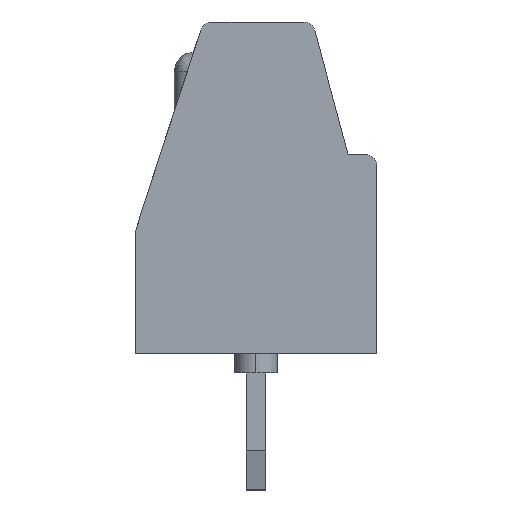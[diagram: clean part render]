
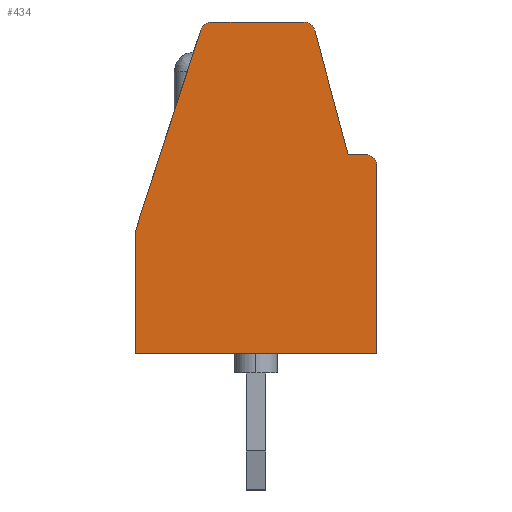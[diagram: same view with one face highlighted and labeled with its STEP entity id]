
A CAD part, left-side view. The second image highlights one B-rep face of the part: STEP entity #434.
In plain terms, the highlighted planar face has unit normal (-1, 0, 0).
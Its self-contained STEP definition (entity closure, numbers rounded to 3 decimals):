
#140 = EDGE_CURVE ( 'NONE', #12024, #11982, #11141, .T. ) ;
#236 = DIRECTION ( 'NONE',  ( 0., -1., 0. ) ) ;
#289 = CARTESIAN_POINT ( 'NONE',  ( -7.85, 21.223, -6.451 ) ) ;
#296 = AXIS2_PLACEMENT_3D ( 'NONE', #10232, #8371, #4434 ) ;
#350 = EDGE_CURVE ( 'NONE', #1097, #5813, #10957, .T. ) ;
#434 = ADVANCED_FACE ( 'NONE', ( #2396 ), #3771, .F. ) ;
#465 = VECTOR ( 'NONE', #6958, 1000. ) ;
#833 = ORIENTED_EDGE ( 'NONE', *, *, #5329, .F. ) ;
#879 = CARTESIAN_POINT ( 'NONE',  ( -7.85, -2.54, 0. ) ) ;
#1034 = ORIENTED_EDGE ( 'NONE', *, *, #9420, .F. ) ;
#1097 = VERTEX_POINT ( 'NONE', #9031 ) ;
#1671 = CARTESIAN_POINT ( 'NONE',  ( -7.85, -3.1, 4.8 ) ) ;
#1741 = CIRCLE ( 'NONE', #296, 0.3 ) ;
#1846 = VECTOR ( 'NONE', #236, 1000. ) ;
#1942 = LINE ( 'NONE', #10973, #465 ) ;
#1945 = ORIENTED_EDGE ( 'NONE', *, *, #1967, .F. ) ;
#1967 = EDGE_CURVE ( 'NONE', #3315, #12024, #8051, .T. ) ;
#2381 = VECTOR ( 'NONE', #9515, 1000. ) ;
#2396 = FACE_OUTER_BOUND ( 'NONE', #4491, .T. ) ;
#2489 = CARTESIAN_POINT ( 'NONE',  ( -7.85, -2.8, 5.1 ) ) ;
#2537 = LINE ( 'NONE', #7709, #2381 ) ;
#3273 = CIRCLE ( 'NONE', #12200, 0.3 ) ;
#3278 = DIRECTION ( 'NONE',  ( 1., 0., 0. ) ) ;
#3315 = VERTEX_POINT ( 'NONE', #4627 ) ;
#3388 = CARTESIAN_POINT ( 'NONE',  ( -7.85, 3.1, 3.114 ) ) ;
#3559 = EDGE_CURVE ( 'NONE', #11982, #8566, #4445, .T. ) ;
#3771 = PLANE ( 'NONE',  #8591 ) ;
#4425 = ORIENTED_EDGE ( 'NONE', *, *, #140, .F. ) ;
#4434 = DIRECTION ( 'NONE',  ( 0., -1., 0. ) ) ;
#4445 = LINE ( 'NONE', #10956, #1846 ) ;
#4491 = EDGE_LOOP ( 'NONE', ( #7955, #833, #1034, #9819, #8304, #4425, #1945, #8617, #9091, #5996 ) ) ;
#4567 = VECTOR ( 'NONE', #10492, 1000. ) ;
#4579 = EDGE_CURVE ( 'NONE', #8566, #10122, #3273, .T. ) ;
#4627 = CARTESIAN_POINT ( 'NONE',  ( -7.85, 3.1, 3.114 ) ) ;
#4855 = CARTESIAN_POINT ( 'NONE',  ( -7.85, -2.361, 5.1 ) ) ;
#5014 = AXIS2_PLACEMENT_3D ( 'NONE', #11113, #3278, #9989 ) ;
#5075 = CARTESIAN_POINT ( 'NONE',  ( -7.85, 3.1, 0. ) ) ;
#5329 = EDGE_CURVE ( 'NONE', #9261, #5930, #9371, .T. ) ;
#5416 = CARTESIAN_POINT ( 'NONE',  ( -7.85, -2.361, 5.1 ) ) ;
#5647 = DIRECTION ( 'NONE',  ( 1., 0., 0. ) ) ;
#5813 = VERTEX_POINT ( 'NONE', #5075 ) ;
#5816 = EDGE_CURVE ( 'NONE', #11162, #1097, #12250, .T. ) ;
#5930 = VERTEX_POINT ( 'NONE', #2489 ) ;
#5996 = ORIENTED_EDGE ( 'NONE', *, *, #5816, .F. ) ;
#6649 = CARTESIAN_POINT ( 'NONE',  ( -7.85, -1.51, 8.278 ) ) ;
#6767 = CARTESIAN_POINT ( 'NONE',  ( -7.85, 1.132, 8.5 ) ) ;
#6790 = EDGE_CURVE ( 'NONE', #5813, #3315, #1942, .T. ) ;
#6958 = DIRECTION ( 'NONE',  ( 0., 0., 1. ) ) ;
#7709 = CARTESIAN_POINT ( 'NONE',  ( -7.85, -1.51, 8.278 ) ) ;
#7955 = ORIENTED_EDGE ( 'NONE', *, *, #11823, .F. ) ;
#8011 = DIRECTION ( 'NONE',  ( 0., 0., -1. ) ) ;
#8051 = LINE ( 'NONE', #3388, #10930 ) ;
#8193 = DIRECTION ( 'NONE',  ( 0., -1., 0. ) ) ;
#8304 = ORIENTED_EDGE ( 'NONE', *, *, #3559, .F. ) ;
#8371 = DIRECTION ( 'NONE',  ( 1., 0., 0. ) ) ;
#8469 = CARTESIAN_POINT ( 'NONE',  ( -7.85, -1.22, 8.5 ) ) ;
#8566 = VERTEX_POINT ( 'NONE', #8469 ) ;
#8591 = AXIS2_PLACEMENT_3D ( 'NONE', #289, #12575, #10884 ) ;
#8617 = ORIENTED_EDGE ( 'NONE', *, *, #6790, .F. ) ;
#8925 = CARTESIAN_POINT ( 'NONE',  ( -7.85, -3.1, -6.451 ) ) ;
#9031 = CARTESIAN_POINT ( 'NONE',  ( -7.85, -3.1, 0. ) ) ;
#9091 = ORIENTED_EDGE ( 'NONE', *, *, #350, .F. ) ;
#9261 = VERTEX_POINT ( 'NONE', #4855 ) ;
#9371 = LINE ( 'NONE', #5416, #9538 ) ;
#9420 = EDGE_CURVE ( 'NONE', #10122, #9261, #2537, .T. ) ;
#9505 = CARTESIAN_POINT ( 'NONE',  ( -7.85, -1.22, 8.2 ) ) ;
#9515 = DIRECTION ( 'NONE',  ( 0., -0.259, -0.966 ) ) ;
#9538 = VECTOR ( 'NONE', #8193, 1000. ) ;
#9632 = DIRECTION ( 'NONE',  ( 0., -1., 0. ) ) ;
#9819 = ORIENTED_EDGE ( 'NONE', *, *, #4579, .F. ) ;
#9989 = DIRECTION ( 'NONE',  ( 0., -1., 0. ) ) ;
#10122 = VERTEX_POINT ( 'NONE', #6649 ) ;
#10138 = DIRECTION ( 'NONE',  ( 0., -0.309, 0.951 ) ) ;
#10232 = CARTESIAN_POINT ( 'NONE',  ( -7.85, -2.8, 4.8 ) ) ;
#10492 = DIRECTION ( 'NONE',  ( 0., 1., 0. ) ) ;
#10779 = CARTESIAN_POINT ( 'NONE',  ( -7.85, 1.417, 8.293 ) ) ;
#10884 = DIRECTION ( 'NONE',  ( 0., 1., 0. ) ) ;
#10930 = VECTOR ( 'NONE', #10138, 1000. ) ;
#10956 = CARTESIAN_POINT ( 'NONE',  ( -7.85, 21.223, 8.5 ) ) ;
#10957 = LINE ( 'NONE', #879, #4567 ) ;
#10973 = CARTESIAN_POINT ( 'NONE',  ( -7.85, 3.1, -6.451 ) ) ;
#11113 = CARTESIAN_POINT ( 'NONE',  ( -7.85, 1.132, 8.2 ) ) ;
#11141 = CIRCLE ( 'NONE', #5014, 0.3 ) ;
#11162 = VERTEX_POINT ( 'NONE', #1671 ) ;
#11338 = VECTOR ( 'NONE', #8011, 1000. ) ;
#11823 = EDGE_CURVE ( 'NONE', #5930, #11162, #1741, .T. ) ;
#11982 = VERTEX_POINT ( 'NONE', #6767 ) ;
#12024 = VERTEX_POINT ( 'NONE', #10779 ) ;
#12200 = AXIS2_PLACEMENT_3D ( 'NONE', #9505, #5647, #9632 ) ;
#12250 = LINE ( 'NONE', #8925, #11338 ) ;
#12575 = DIRECTION ( 'NONE',  ( 1., 0., 0. ) ) ;
